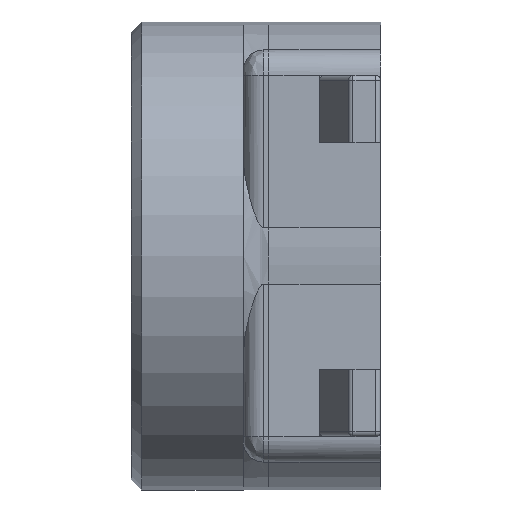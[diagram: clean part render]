
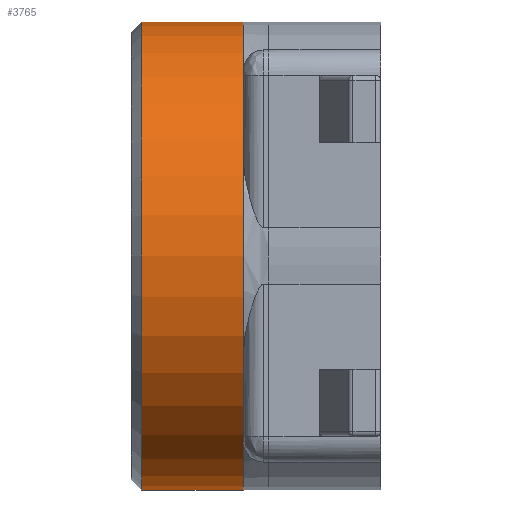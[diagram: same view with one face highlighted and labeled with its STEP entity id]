
A CAD part, left-side view. The second image highlights one B-rep face of the part: STEP entity #3765.
In plain terms, the highlighted cylindrical face has radius 23 mm (diameter 46 mm), a partial arc.
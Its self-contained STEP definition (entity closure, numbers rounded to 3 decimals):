
#106=CYLINDRICAL_SURFACE('',#4090,23.);
#365=LINE('',#7268,#665);
#383=LINE('',#7325,#683);
#665=VECTOR('',#4775,10.);
#683=VECTOR('',#4835,10.);
#938=CIRCLE('',#4066,23.);
#948=CIRCLE('',#4091,23.);
#1160=FACE_OUTER_BOUND('',#1399,.T.);
#1399=EDGE_LOOP('',(#3101,#3102,#3103,#3104));
#1740=VERTEX_POINT('',#7249);
#1742=VERTEX_POINT('',#7255);
#1745=VERTEX_POINT('',#7266);
#1763=VERTEX_POINT('',#7324);
#2197=EDGE_CURVE('',#1740,#1742,#938,.T.);
#2202=EDGE_CURVE('',#1745,#1740,#365,.T.);
#2229=EDGE_CURVE('',#1763,#1742,#383,.T.);
#2231=EDGE_CURVE('',#1745,#1763,#948,.T.);
#3101=ORIENTED_EDGE('',*,*,#2197,.F.);
#3102=ORIENTED_EDGE('',*,*,#2202,.F.);
#3103=ORIENTED_EDGE('',*,*,#2231,.T.);
#3104=ORIENTED_EDGE('',*,*,#2229,.T.);
#3765=ADVANCED_FACE('',(#1160),#106,.T.);
#4066=AXIS2_PLACEMENT_3D('',#7259,#4765,#4766);
#4090=AXIS2_PLACEMENT_3D('',#7327,#4837,#4838);
#4091=AXIS2_PLACEMENT_3D('',#7328,#4839,#4840);
#4765=DIRECTION('center_axis',(0.,1.,0.));
#4766=DIRECTION('ref_axis',(0.,0.,-1.));
#4775=DIRECTION('',(0.,1.,0.));
#4835=DIRECTION('',(0.,1.,0.));
#4837=DIRECTION('center_axis',(0.,1.,0.));
#4838=DIRECTION('ref_axis',(0.,0.,-1.));
#4839=DIRECTION('center_axis',(0.,1.,0.));
#4840=DIRECTION('ref_axis',(0.,0.,-1.));
#7249=CARTESIAN_POINT('',(0.,6.,-23.));
#7255=CARTESIAN_POINT('',(0.,6.,23.));
#7259=CARTESIAN_POINT('Origin',(0.,6.,0.));
#7266=CARTESIAN_POINT('',(0.,-4.,-23.));
#7268=CARTESIAN_POINT('',(0.,-4.,-23.));
#7324=CARTESIAN_POINT('',(0.,-4.,23.));
#7325=CARTESIAN_POINT('',(0.,-4.,23.));
#7327=CARTESIAN_POINT('Origin',(0.,-4.,0.));
#7328=CARTESIAN_POINT('Origin',(0.,-4.,0.));
